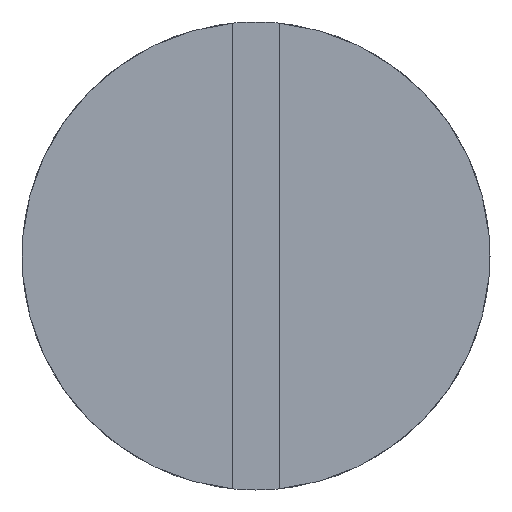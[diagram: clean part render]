
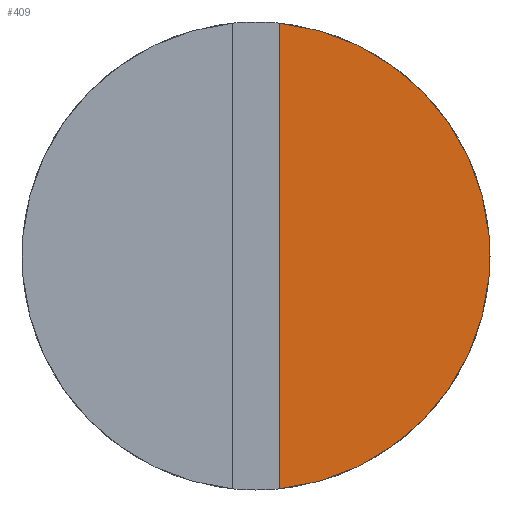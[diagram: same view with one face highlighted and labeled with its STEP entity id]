
A CAD part, left-side view. The second image highlights one B-rep face of the part: STEP entity #409.
In plain terms, the highlighted planar face has unit normal (-1, 0, 0).
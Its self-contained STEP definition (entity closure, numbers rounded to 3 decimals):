
#27 = CARTESIAN_POINT ( 'NONE',  ( 0., 0., 0. ) ) ;
#48 = EDGE_CURVE ( 'NONE', #406, #629, #1432, .T. ) ;
#70 = EDGE_CURVE ( 'NONE', #629, #406, #601, .T. ) ;
#72 = CARTESIAN_POINT ( 'NONE',  ( 0., -0.4, -4. ) ) ;
#83 = AXIS2_PLACEMENT_3D ( 'NONE', #27, #1312, #814 ) ;
#153 = FACE_OUTER_BOUND ( 'NONE', #213, .T. ) ;
#160 = CARTESIAN_POINT ( 'NONE',  ( 0., -0.4, 3.98 ) ) ;
#213 = EDGE_LOOP ( 'NONE', ( #930, #1460 ) ) ;
#406 = VERTEX_POINT ( 'NONE', #160 ) ;
#409 = ADVANCED_FACE ( 'NONE', ( #153 ), #656, .F. ) ;
#568 = VECTOR ( 'NONE', #679, 1000. ) ;
#601 = CIRCLE ( 'NONE', #83, 4. ) ;
#629 = VERTEX_POINT ( 'NONE', #710 ) ;
#656 = PLANE ( 'NONE',  #1247 ) ;
#679 = DIRECTION ( 'NONE',  ( 0., 0., -1. ) ) ;
#710 = CARTESIAN_POINT ( 'NONE',  ( 0., -0.4, -3.98 ) ) ;
#768 = CARTESIAN_POINT ( 'NONE',  ( 0., 4., 0. ) ) ;
#814 = DIRECTION ( 'NONE',  ( 0., 0., 1. ) ) ;
#888 = DIRECTION ( 'NONE',  ( 0., 0., -1. ) ) ;
#930 = ORIENTED_EDGE ( 'NONE', *, *, #48, .T. ) ;
#1247 = AXIS2_PLACEMENT_3D ( 'NONE', #768, #1361, #888 ) ;
#1312 = DIRECTION ( 'NONE',  ( -1., 0., 0. ) ) ;
#1361 = DIRECTION ( 'NONE',  ( 1., 0., 0. ) ) ;
#1432 = LINE ( 'NONE', #72, #568 ) ;
#1460 = ORIENTED_EDGE ( 'NONE', *, *, #70, .T. ) ;
